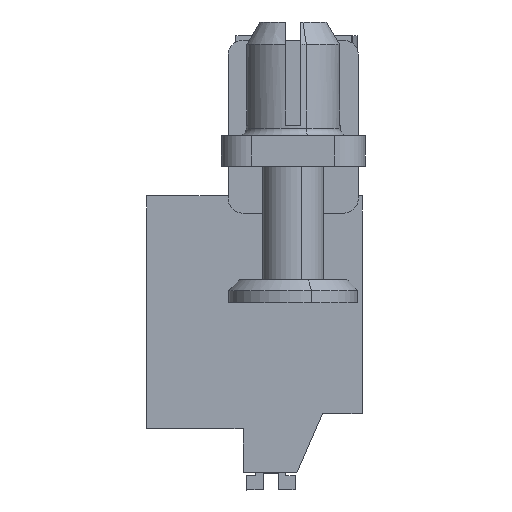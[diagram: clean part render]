
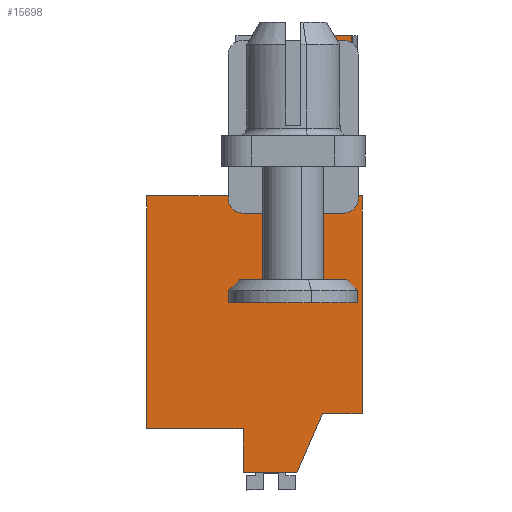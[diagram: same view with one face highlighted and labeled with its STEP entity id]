
A CAD part, left-side view. The second image highlights one B-rep face of the part: STEP entity #15698.
In plain terms, the highlighted planar face has unit normal (-1, 0, 0).
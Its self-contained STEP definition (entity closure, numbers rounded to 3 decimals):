
#15642=AXIS2_PLACEMENT_3D('Plane Axis2P3D',#15639,#15640,#15641) ;
#288=CARTESIAN_POINT('Vertex',(12.107,7.9,1.143)) ;
#291=CARTESIAN_POINT('Line Origine',(12.107,7.9,2.593)) ;
#295=CARTESIAN_POINT('Vertex',(12.107,7.9,4.043)) ;
#425=CARTESIAN_POINT('Vertex',(12.107,0.05,5.043)) ;
#428=CARTESIAN_POINT('Line Origine',(12.107,1.35,5.043)) ;
#432=CARTESIAN_POINT('Vertex',(12.107,2.65,5.043)) ;
#1126=CARTESIAN_POINT('Line Origine',(12.107,11.075,4.043)) ;
#1130=CARTESIAN_POINT('Vertex',(12.107,14.25,4.043)) ;
#1983=CARTESIAN_POINT('Vertex',(12.107,0.05,19.383)) ;
#1986=CARTESIAN_POINT('Line Origine',(12.107,0.05,12.213)) ;
#2660=CARTESIAN_POINT('Line Origine',(12.107,14.25,11.713)) ;
#2664=CARTESIAN_POINT('Vertex',(12.107,14.25,19.383)) ;
#3477=CARTESIAN_POINT('Line Origine',(12.107,11.134,19.383)) ;
#3481=CARTESIAN_POINT('Vertex',(12.107,8.018,19.383)) ;
#3501=CARTESIAN_POINT('Line Origine',(12.108,8.018,19.96)) ;
#3505=CARTESIAN_POINT('Vertex',(12.108,8.018,20.538)) ;
#4070=CARTESIAN_POINT('Vertex',(12.108,1.898,29.933)) ;
#4073=CARTESIAN_POINT('Line Origine',(12.108,1.335,29.933)) ;
#4077=CARTESIAN_POINT('Vertex',(12.108,0.773,29.933)) ;
#4533=CARTESIAN_POINT('Vertex',(12.107,0.773,19.383)) ;
#4536=CARTESIAN_POINT('Line Origine',(12.107,0.411,19.383)) ;
#15613=CARTESIAN_POINT('Line Origine',(12.107,3.5,3.093)) ;
#15617=CARTESIAN_POINT('Vertex',(12.108,4.35,1.143)) ;
#15639=CARTESIAN_POINT('Axis2P3D Location',(12.108,6.85,19.383)) ;
#15644=CARTESIAN_POINT('Line Origine',(12.108,0.773,24.658)) ;
#15649=CARTESIAN_POINT('Line Origine',(12.108,1.898,28.63)) ;
#15653=CARTESIAN_POINT('Vertex',(12.108,1.898,27.328)) ;
#15656=CARTESIAN_POINT('Line Origine',(12.108,1.473,27.328)) ;
#15660=CARTESIAN_POINT('Vertex',(12.108,1.048,27.328)) ;
#15663=CARTESIAN_POINT('Line Origine',(12.108,1.048,23.933)) ;
#15667=CARTESIAN_POINT('Vertex',(12.108,1.048,20.538)) ;
#15670=CARTESIAN_POINT('Line Origine',(12.108,4.533,20.538)) ;
#15675=CARTESIAN_POINT('Line Origine',(12.108,6.125,1.143)) ;
#292=DIRECTION('Vector Direction',(0.,0.,-1.)) ;
#429=DIRECTION('Vector Direction',(0.,-1.,0.)) ;
#1127=DIRECTION('Vector Direction',(0.,-1.,0.)) ;
#1987=DIRECTION('Vector Direction',(0.,0.,1.)) ;
#2661=DIRECTION('Vector Direction',(0.,0.,-1.)) ;
#3478=DIRECTION('Vector Direction',(0.,1.,0.)) ;
#3502=DIRECTION('Vector Direction',(0.,0.,-1.)) ;
#4074=DIRECTION('Vector Direction',(0.,1.,0.)) ;
#4537=DIRECTION('Vector Direction',(0.,1.,0.)) ;
#15614=DIRECTION('Vector Direction',(0.,-0.4,0.917)) ;
#15640=DIRECTION('Axis2P3D Direction',(-1.,0.,0.)) ;
#15641=DIRECTION('Axis2P3D XDirection',(0.,1.,0.)) ;
#15645=DIRECTION('Vector Direction',(0.,0.,-1.)) ;
#15650=DIRECTION('Vector Direction',(0.,0.,1.)) ;
#15657=DIRECTION('Vector Direction',(0.,-1.,0.)) ;
#15664=DIRECTION('Vector Direction',(0.,0.,1.)) ;
#15671=DIRECTION('Vector Direction',(0.,1.,0.)) ;
#15676=DIRECTION('Vector Direction',(0.,-1.,0.)) ;
#293=VECTOR('Line Direction',#292,1.) ;
#430=VECTOR('Line Direction',#429,1.) ;
#1128=VECTOR('Line Direction',#1127,1.) ;
#1988=VECTOR('Line Direction',#1987,1.) ;
#2662=VECTOR('Line Direction',#2661,1.) ;
#3479=VECTOR('Line Direction',#3478,1.) ;
#3503=VECTOR('Line Direction',#3502,1.) ;
#4075=VECTOR('Line Direction',#4074,1.) ;
#4538=VECTOR('Line Direction',#4537,1.) ;
#15615=VECTOR('Line Direction',#15614,1.) ;
#15646=VECTOR('Line Direction',#15645,1.) ;
#15651=VECTOR('Line Direction',#15650,1.) ;
#15658=VECTOR('Line Direction',#15657,1.) ;
#15665=VECTOR('Line Direction',#15664,1.) ;
#15672=VECTOR('Line Direction',#15671,1.) ;
#15677=VECTOR('Line Direction',#15676,1.) ;
#15681=ORIENTED_EDGE('',*,*,#4540,.T.) ;
#15682=ORIENTED_EDGE('',*,*,#15648,.F.) ;
#15683=ORIENTED_EDGE('',*,*,#4079,.T.) ;
#15684=ORIENTED_EDGE('',*,*,#15655,.T.) ;
#15685=ORIENTED_EDGE('',*,*,#15662,.T.) ;
#15686=ORIENTED_EDGE('',*,*,#15669,.T.) ;
#15687=ORIENTED_EDGE('',*,*,#15674,.T.) ;
#15688=ORIENTED_EDGE('',*,*,#3507,.F.) ;
#15689=ORIENTED_EDGE('',*,*,#3483,.T.) ;
#15690=ORIENTED_EDGE('',*,*,#2666,.T.) ;
#15691=ORIENTED_EDGE('',*,*,#1132,.T.) ;
#15692=ORIENTED_EDGE('',*,*,#297,.T.) ;
#15693=ORIENTED_EDGE('',*,*,#15679,.T.) ;
#15694=ORIENTED_EDGE('',*,*,#15619,.T.) ;
#15695=ORIENTED_EDGE('',*,*,#434,.T.) ;
#15696=ORIENTED_EDGE('',*,*,#1990,.T.) ;
#15698=ADVANCED_FACE('HOUSING',(#15697),#15643,.T.) ;
#297=EDGE_CURVE('',#296,#289,#294,.T.) ;
#434=EDGE_CURVE('',#433,#426,#431,.T.) ;
#1132=EDGE_CURVE('',#1131,#296,#1129,.T.) ;
#1990=EDGE_CURVE('',#426,#1984,#1989,.T.) ;
#2666=EDGE_CURVE('',#2665,#1131,#2663,.T.) ;
#3483=EDGE_CURVE('',#3482,#2665,#3480,.T.) ;
#3507=EDGE_CURVE('',#3482,#3506,#3504,.F.) ;
#4079=EDGE_CURVE('',#4078,#4071,#4076,.T.) ;
#4540=EDGE_CURVE('',#1984,#4534,#4539,.T.) ;
#15619=EDGE_CURVE('',#15618,#433,#15616,.T.) ;
#15648=EDGE_CURVE('',#4078,#4534,#15647,.T.) ;
#15655=EDGE_CURVE('',#4071,#15654,#15652,.F.) ;
#15662=EDGE_CURVE('',#15654,#15661,#15659,.T.) ;
#15669=EDGE_CURVE('',#15661,#15668,#15666,.F.) ;
#15674=EDGE_CURVE('',#15668,#3506,#15673,.T.) ;
#15679=EDGE_CURVE('',#289,#15618,#15678,.T.) ;
#15680=EDGE_LOOP('',(#15681,#15682,#15683,#15684,#15685,#15686,#15687,#15688,#15689,#15690,#15691,#15692,#15693,#15694,#15695,#15696)) ;
#15697=FACE_OUTER_BOUND('',#15680,.T.) ;
#294=LINE('Line',#291,#293) ;
#431=LINE('Line',#428,#430) ;
#1129=LINE('Line',#1126,#1128) ;
#1989=LINE('Line',#1986,#1988) ;
#2663=LINE('Line',#2660,#2662) ;
#3480=LINE('Line',#3477,#3479) ;
#3504=LINE('Line',#3501,#3503) ;
#4076=LINE('Line',#4073,#4075) ;
#4539=LINE('Line',#4536,#4538) ;
#15616=LINE('Line',#15613,#15615) ;
#15647=LINE('Line',#15644,#15646) ;
#15652=LINE('Line',#15649,#15651) ;
#15659=LINE('Line',#15656,#15658) ;
#15666=LINE('Line',#15663,#15665) ;
#15673=LINE('Line',#15670,#15672) ;
#15678=LINE('Line',#15675,#15677) ;
#15643=PLANE('',#15642) ;
#289=VERTEX_POINT('',#288) ;
#296=VERTEX_POINT('',#295) ;
#426=VERTEX_POINT('',#425) ;
#433=VERTEX_POINT('',#432) ;
#1131=VERTEX_POINT('',#1130) ;
#1984=VERTEX_POINT('',#1983) ;
#2665=VERTEX_POINT('',#2664) ;
#3482=VERTEX_POINT('',#3481) ;
#3506=VERTEX_POINT('',#3505) ;
#4071=VERTEX_POINT('',#4070) ;
#4078=VERTEX_POINT('',#4077) ;
#4534=VERTEX_POINT('',#4533) ;
#15618=VERTEX_POINT('',#15617) ;
#15654=VERTEX_POINT('',#15653) ;
#15661=VERTEX_POINT('',#15660) ;
#15668=VERTEX_POINT('',#15667) ;
